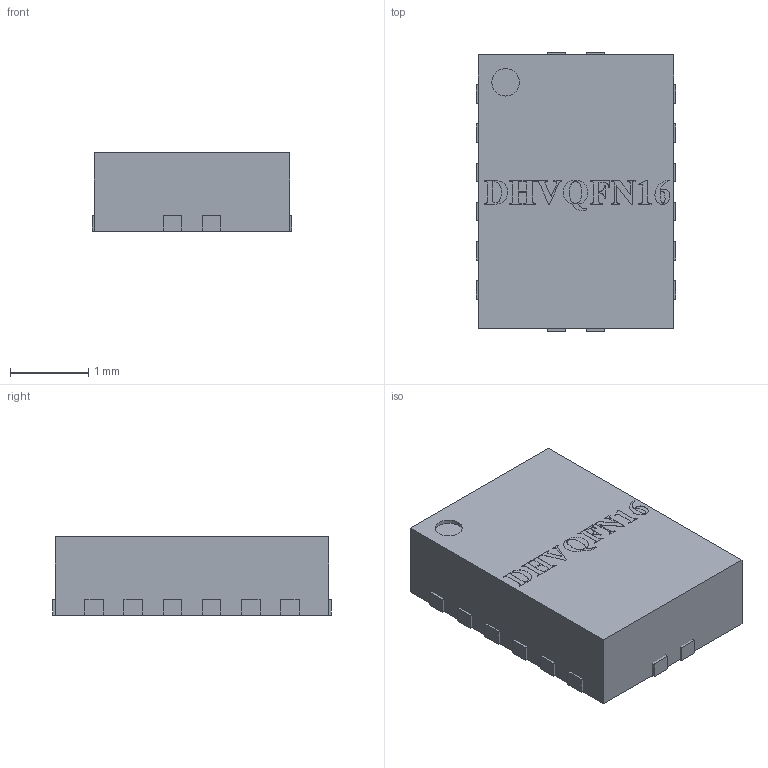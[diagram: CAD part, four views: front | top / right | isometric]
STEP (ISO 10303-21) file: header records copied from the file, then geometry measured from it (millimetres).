
FILE_DESCRIPTION (( 'STEP AP214' ), '1' );
FILE_NAME ('DHVQFN16.STEP', '2020-11-03T23:16:15', ( '' ), ( '' ), 'SwSTEP 2.0', 'SolidWorks 2020', '' );
FILE_SCHEMA (( 'AUTOMOTIVE_DESIGN' ));
Length unit declared in the file: millimetre
Products named in the file (1): DHVQFN16
Bounding box: 2.55 x 3.56 x 1 mm (x, y, z)
Volume: 9 mm3; surface area: 36.2 mm2
Topology: 17 solids, 17 shells, 306 faces, 780 edges, 520 vertices
Faces by surface type: plane 196, bspline 86, cylinder 24
Entity records: 16120 total; most frequent: CARTESIAN_POINT 5693, ORIENTED_EDGE 1560, DIRECTION 1098, EDGE_CURVE 780, LINE 560, VECTOR 560, VERTEX_POINT 520, UNCERTAINTY_MEASURE_WITH_UNIT 325
